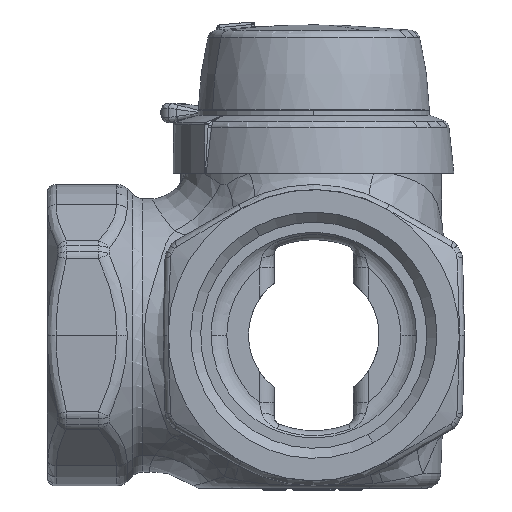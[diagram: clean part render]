
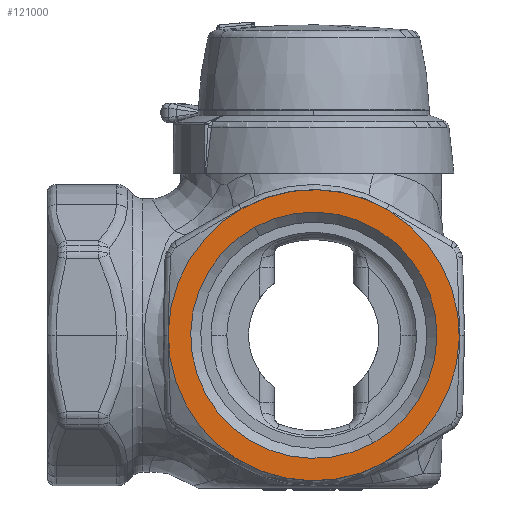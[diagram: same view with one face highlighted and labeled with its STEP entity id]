
A CAD part, front view. The second image highlights one B-rep face of the part: STEP entity #121000.
In plain terms, the highlighted planar face has unit normal (0, -1, 0).
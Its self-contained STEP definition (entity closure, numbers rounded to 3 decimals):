
#119884=AXIS2_PLACEMENT_3D('Circle Axis2P3D',#119882,#119883,$) ;
#119931=AXIS2_PLACEMENT_3D('Circle Axis2P3D',#119929,#119930,$) ;
#120976=AXIS2_PLACEMENT_3D('Plane Axis2P3D',#120973,#120974,#120975) ;
#120984=AXIS2_PLACEMENT_3D('Circle Axis2P3D',#120982,#120983,$) ;
#120993=AXIS2_PLACEMENT_3D('Circle Axis2P3D',#120991,#120992,$) ;
#119848=CARTESIAN_POINT('Vertex',(-13.886,-53.,25.418)) ;
#119879=CARTESIAN_POINT('Vertex',(13.886,-53.,-25.418)) ;
#119882=CARTESIAN_POINT('Axis2P3D Location',(0.,-53.,0.)) ;
#119929=CARTESIAN_POINT('Axis2P3D Location',(0.,-53.,0.)) ;
#120973=CARTESIAN_POINT('Axis2P3D Location',(0.,-53.,40.038)) ;
#120982=CARTESIAN_POINT('Axis2P3D Location',(0.,-53.,0.)) ;
#120986=CARTESIAN_POINT('Vertex',(-11.746,-53.,21.501)) ;
#120988=CARTESIAN_POINT('Vertex',(11.746,-53.,-21.501)) ;
#120991=CARTESIAN_POINT('Axis2P3D Location',(0.,-53.,0.)) ;
#119883=DIRECTION('Axis2P3D Direction',(0.,1.,-0.)) ;
#119930=DIRECTION('Axis2P3D Direction',(0.,1.,-0.)) ;
#120974=DIRECTION('Axis2P3D Direction',(0.,-1.,0.)) ;
#120975=DIRECTION('Axis2P3D XDirection',(1.,0.,0.)) ;
#120983=DIRECTION('Axis2P3D Direction',(0.,-1.,0.)) ;
#120992=DIRECTION('Axis2P3D Direction',(0.,-1.,0.)) ;
#120979=ORIENTED_EDGE('',*,*,#119933,.T.) ;
#120980=ORIENTED_EDGE('',*,*,#119886,.T.) ;
#120997=ORIENTED_EDGE('',*,*,#120990,.F.) ;
#120998=ORIENTED_EDGE('',*,*,#120995,.F.) ;
#120999=FACE_BOUND('',#120996,.T.) ;
#121000=ADVANCED_FACE('PartBody',(#120981,#120999),#120977,.T.) ;
#119885=CIRCLE('generated circle',#119884,28.964) ;
#119932=CIRCLE('generated circle',#119931,28.964) ;
#120985=CIRCLE('generated circle',#120984,24.5) ;
#120994=CIRCLE('generated circle',#120993,24.5) ;
#119886=EDGE_CURVE('',#119849,#119880,#119885,.F.) ;
#119933=EDGE_CURVE('',#119880,#119849,#119932,.F.) ;
#120990=EDGE_CURVE('',#120987,#120989,#120985,.T.) ;
#120995=EDGE_CURVE('',#120989,#120987,#120994,.T.) ;
#120978=EDGE_LOOP('',(#120979,#120980)) ;
#120996=EDGE_LOOP('',(#120997,#120998)) ;
#120981=FACE_OUTER_BOUND('',#120978,.T.) ;
#120977=PLANE('',#120976) ;
#119849=VERTEX_POINT('',#119848) ;
#119880=VERTEX_POINT('',#119879) ;
#120987=VERTEX_POINT('',#120986) ;
#120989=VERTEX_POINT('',#120988) ;
